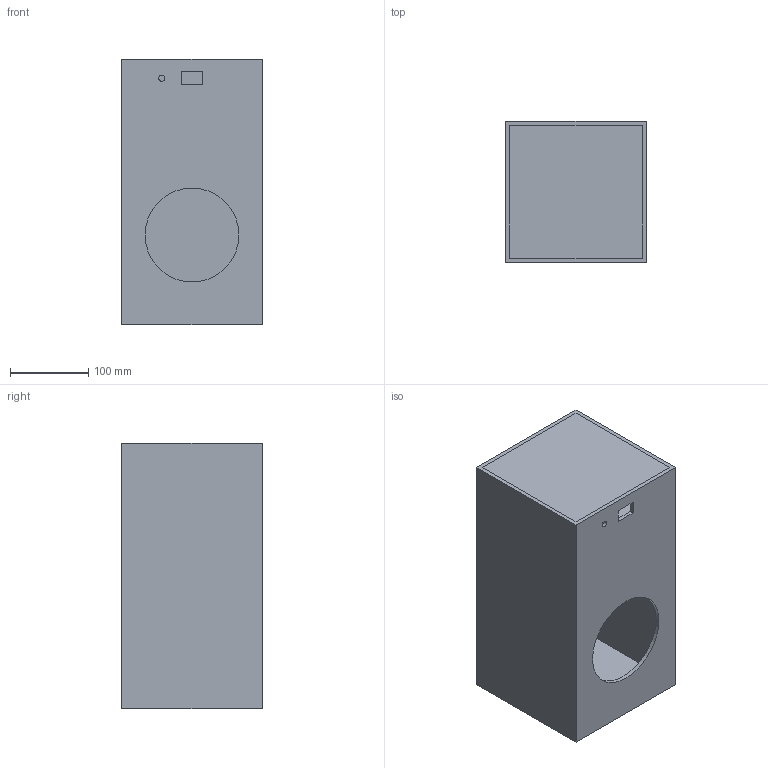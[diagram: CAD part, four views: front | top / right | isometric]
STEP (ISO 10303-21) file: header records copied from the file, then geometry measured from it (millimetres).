
FILE_DESCRIPTION(/* description */ (''),/* implementation_level */ '2;1');
FILE_NAME(/* name */ 'Speaker case.step',/* time_stamp */ '2026-01-12T16:46:09+11:00',/* author */ (''),/* organization */ (''),/* preprocessor_version */ 'ST-DEVELOPER v20.1',/* originating_system */ 'Autodesk Translation Framework v14.21.0.0',/* authorisation */ '');
FILE_SCHEMA (('AUTOMOTIVE_DESIGN { 1 0 10303 214 3 1 1 }'));
Length unit declared in the file: millimetre
Products named in the file (2): 2026-01-12-11-56-19-275; 2026-01-12-16-09-08-353
Assembly tree (1 placements, depth 2):
  2026-01-12-11-56-19-275
    2026-01-12-16-09-08-353
Bounding box: 180 x 180 x 340 mm (x, y, z)
Volume: 1649174.6 mm3; surface area: 630948.5 mm2
Topology: 2 solids, 2 shells, 31 faces, 72 edges, 48 vertices
Faces by surface type: plane 27, cylinder 4
Full cylindrical faces by diameter (mm): 8 x1, 15 x2, 120 x1
Entity records: 931 total; most frequent: CARTESIAN_POINT 154, DIRECTION 148, ORIENTED_EDGE 144, EDGE_CURVE 72, LINE 64, VECTOR 64, VERTEX_POINT 48, EDGE_LOOP 42
